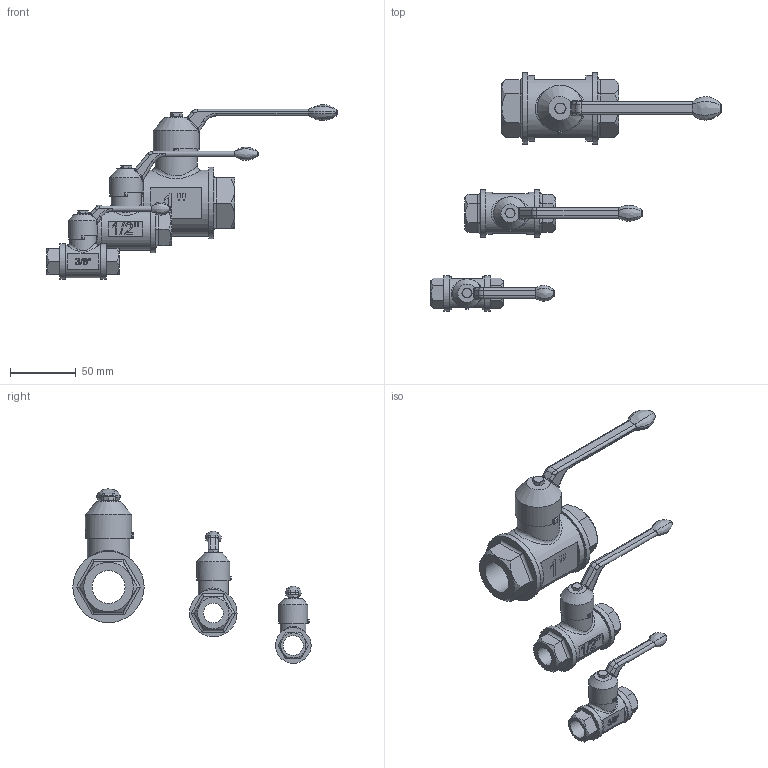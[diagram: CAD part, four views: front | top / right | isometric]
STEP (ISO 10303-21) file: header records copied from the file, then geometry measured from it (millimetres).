
FILE_DESCRIPTION(/* description */ ('VALVOLE GAS'),/* implementation_level */ '2;1');
FILE_NAME(/* name */ 'assieme valvole.stp',/* time_stamp */ '2021-07-25T09:50:42+02:00',/* author */ ('LUIGI'),/* organization */ ('MAX GHOST 3D'),/* preprocessor_version */ 'ST-DEVELOPER v18.1',/* originating_system */ 'Autodesk Inventor 2021',/* authorisation */ '');
FILE_SCHEMA (('AUTOMOTIVE_DESIGN { 1 0 10303 214 3 1 1 }'));
Length unit declared in the file: millimetre
Products named in the file (12): assieme valvole; VALVOLA SFERA 1; VALVOLA SFERA 1_1; LEVA VALVOLA SFERA 1; TE M5X10; VALVOLA SFERA 1-2; VALVOLA SFERA 1-2_1; LEVA VALVOLA SFERA 1-2; VALVOLA SFERA 3-8; VALVOLA SFERA 3-8_1; LEVA VALVOLA SFERA 3-8; TE M4x8
Assembly tree (12 placements, depth 4):
  assieme valvole
    VALVOLA SFERA 1
      VALVOLA SFERA 1_1
      LEVA VALVOLA SFERA 1
      TE M5X10
      VALVOLA SFERA 1-2
        VALVOLA SFERA 1-2_1
        LEVA VALVOLA SFERA 1-2
        TE M4x8
      VALVOLA SFERA 3-8
        VALVOLA SFERA 3-8_1
        LEVA VALVOLA SFERA 3-8
        TE M4x8
Bounding box: 220.15 x 180.5 x 132.26 mm (x, y, z)
Volume: 211649.1 mm3; surface area: 68223 mm2
Topology: 9 solids, 9 shells, 634 faces, 1586 edges, 1018 vertices
Faces by surface type: plane 326, bspline 150, cylinder 110, cone 24, sphere 12, torus 12
Full cylindrical faces by diameter (mm): 4 x4, 5 x2, 5.5 x3, 6.03 x2, 6.88 x1, 15 x2, 20 x2, 22 x1, 23 x2, 25 x3, 27 x2, 32 x3, 35 x1, 36 x2, 50 x1, 54 x2
Entity records: 22850 total; most frequent: CARTESIAN_POINT 8431, ORIENTED_EDGE 3076, DIRECTION 2372, EDGE_CURVE 1538, VERTEX_POINT 995, LINE 822, VECTOR 822, AXIS2_PLACEMENT_3D 775
